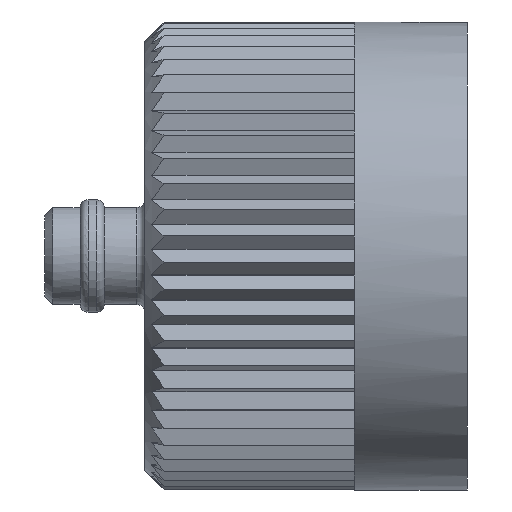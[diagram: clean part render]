
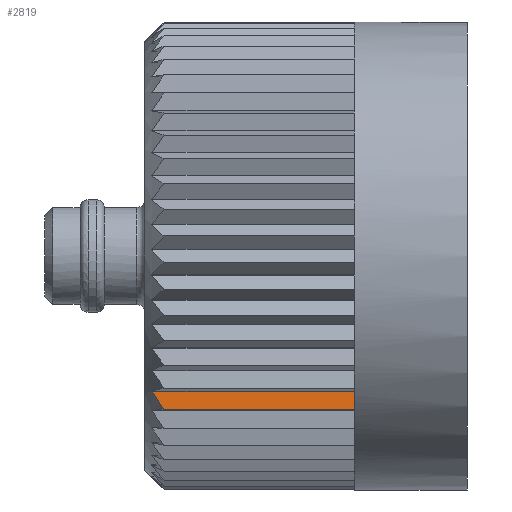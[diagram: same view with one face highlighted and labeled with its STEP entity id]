
A CAD part, front view. The second image highlights one B-rep face of the part: STEP entity #2819.
In plain terms, the highlighted planar face has unit normal (0, -0.998, 0.071).
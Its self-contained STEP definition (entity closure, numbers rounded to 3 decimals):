
#356=FACE_OUTER_BOUND('',#3756,.T.);
#887=LINE('',#15072,#1600);
#1019=LINE('',#15407,#1732);
#1021=LINE('',#15410,#1734);
#1600=VECTOR('',#11446,1.);
#1732=VECTOR('',#11840,1.);
#1734=VECTOR('',#11844,1.);
#2383=B_SPLINE_CURVE_WITH_KNOTS('',3,(#14813,#14814,#14815,#14816),.UNSPECIFIED.,
 .F.,.F.,(4,4),(0.,1.),.UNSPECIFIED.);
#2819=ADVANCED_FACE('',(#356),#3422,.T.);
#3422=PLANE('',#10193);
#3756=EDGE_LOOP('',(#4968,#4969,#4970,#4971));
#4968=ORIENTED_EDGE('',*,*,#8123,.F.);
#4969=ORIENTED_EDGE('',*,*,#8412,.F.);
#4970=ORIENTED_EDGE('',*,*,#8244,.T.);
#4971=ORIENTED_EDGE('',*,*,#8414,.T.);
#7298=VERTEX_POINT('',#14812);
#7299=VERTEX_POINT('',#14817);
#7327=VERTEX_POINT('',#14887);
#7400=VERTEX_POINT('',#15073);
#8123=EDGE_CURVE('',#7298,#7299,#2383,.T.);
#8244=EDGE_CURVE('',#7327,#7400,#887,.T.);
#8412=EDGE_CURVE('',#7327,#7298,#1019,.T.);
#8414=EDGE_CURVE('',#7400,#7299,#1021,.T.);
#10193=AXIS2_PLACEMENT_3D('',#15411,#11845,#11846);
#11446=DIRECTION('',(0.,0.071,0.997));
#11840=DIRECTION('',(-1.,0.,0.));
#11844=DIRECTION('',(-1.,0.,0.));
#11845=DIRECTION('',(0.,-0.997,0.071));
#11846=DIRECTION('',(0.,-0.071,-0.997));
#14812=CARTESIAN_POINT('',(1.2,-10.959,-9.495));
#14813=CARTESIAN_POINT('',(1.2,-10.959,-9.495));
#14814=CARTESIAN_POINT('',(0.945,-10.933,-9.136));
#14815=CARTESIAN_POINT('',(0.695,-10.907,-8.773));
#14816=CARTESIAN_POINT('',(0.45,-10.881,-8.407));
#14817=CARTESIAN_POINT('',(0.45,-10.881,-8.407));
#14887=CARTESIAN_POINT('',(13.,-10.959,-9.495));
#15072=CARTESIAN_POINT('',(13.,-10.959,-9.495));
#15073=CARTESIAN_POINT('',(13.,-10.881,-8.407));
#15407=CARTESIAN_POINT('',(13.,-10.959,-9.495));
#15410=CARTESIAN_POINT('',(13.,-10.881,-8.407));
#15411=CARTESIAN_POINT('',(13.,-10.959,-9.495));
